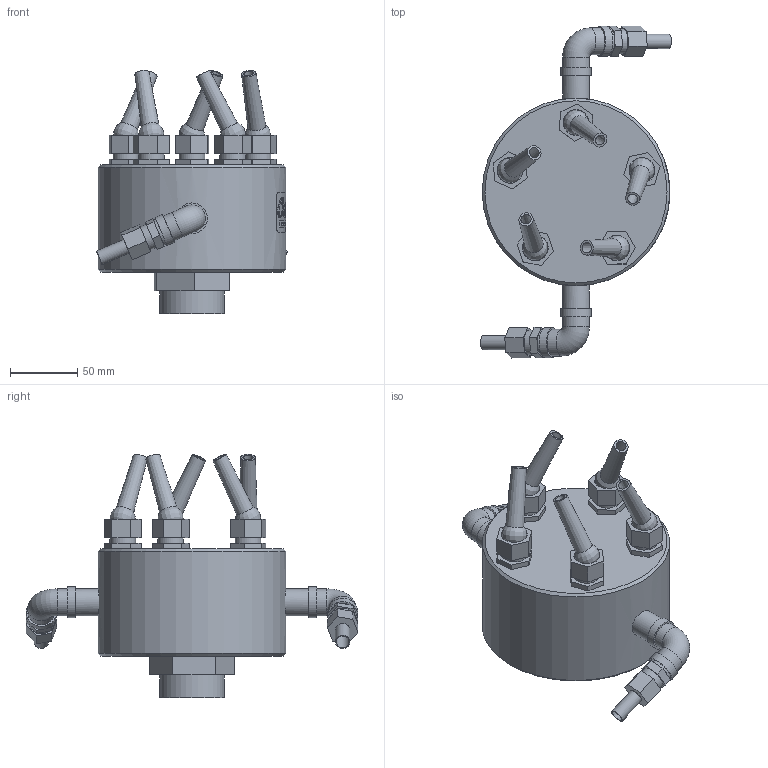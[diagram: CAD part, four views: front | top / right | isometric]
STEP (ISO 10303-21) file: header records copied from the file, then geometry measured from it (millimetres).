
FILE_DESCRIPTION(/* description */ (''),/* implementation_level */ '2;1');
FILE_NAME(/* name */ 'Rotationsdüse 5-15 E_überprüft.stp',/* time_stamp */ '2014-09-12T08:59:29+02:00',/* author */ ('guzb562'),/* organization */ (''),/* preprocessor_version */ 'ST-DEVELOPER v15.2',/* originating_system */ 'Autodesk Inventor 2014',/* authorisation */ '1224493,3 mm^3');
FILE_SCHEMA (('AUTOMOTIVE_DESIGN { 1 0 10303 214 3 1 1 }'));
Length unit declared in the file: millimetre
Products named in the file (1): 50967_rotationsdüse_5-15 
Bounding box: 142.28 x 247.32 x 181.3 mm (x, y, z)
Volume: 37379.9 mm3; surface area: 126047.6 mm2
Topology: 7 solids, 95 shells, 416 faces, 995 edges, 654 vertices
Faces by surface type: plane 245, bspline 83, cylinder 64, cone 22, torus 2
Full cylindrical faces by diameter (mm): 9.734 x2, 10.224 x5, 10.769 x2, 18.553 x2, 19.197 x10, 20 x8, 20.101 x2, 22.569 x2, 22.905 x2, 44.452 x1, 47.8 x1, 139.7 x1
Entity records: 15326 total; most frequent: CARTESIAN_POINT 5774, ORIENTED_EDGE 1874, DIRECTION 1679, EDGE_CURVE 928, VERTEX_POINT 650, AXIS2_PLACEMENT_3D 588, EDGE_LOOP 548, LINE 503
